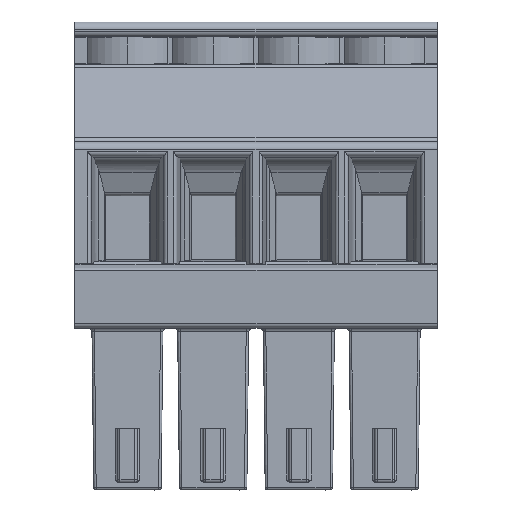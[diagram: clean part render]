
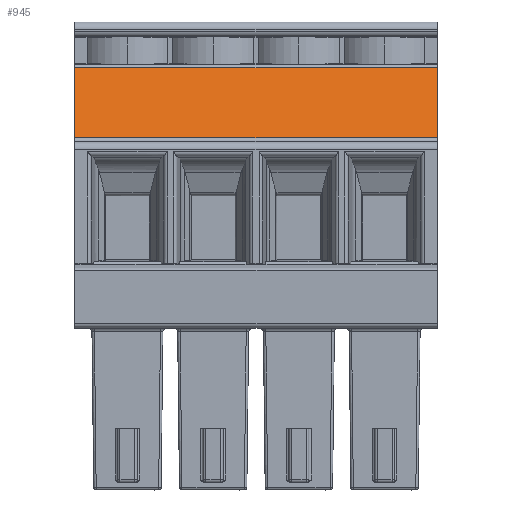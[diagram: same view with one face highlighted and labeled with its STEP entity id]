
A CAD part, top view. The second image highlights one B-rep face of the part: STEP entity #945.
In plain terms, the highlighted planar face has unit normal (0, 0.298, 0.955).
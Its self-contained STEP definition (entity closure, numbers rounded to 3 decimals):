
#945=ADVANCED_FACE('',(#2184),#1702,.T.);
#1702=PLANE('',#14695);
#2184=FACE_OUTER_BOUND('',#2977,.T.);
#2977=EDGE_LOOP('',(#4429,#4430,#4431,#4432));
#4429=ORIENTED_EDGE('',*,*,#9930,.T.);
#4430=ORIENTED_EDGE('',*,*,#9931,.F.);
#4431=ORIENTED_EDGE('',*,*,#9928,.T.);
#4432=ORIENTED_EDGE('',*,*,#9722,.F.);
#8354=VERTEX_POINT('',#19752);
#8355=VERTEX_POINT('',#19754);
#8515=VERTEX_POINT('',#20399);
#8516=VERTEX_POINT('',#20403);
#9722=EDGE_CURVE('',#8354,#8355,#11812,.T.);
#9928=EDGE_CURVE('',#8515,#8355,#11923,.T.);
#9930=EDGE_CURVE('',#8354,#8516,#11924,.T.);
#9931=EDGE_CURVE('',#8515,#8516,#11925,.T.);
#11812=LINE('',#19753,#13214);
#11923=LINE('',#20398,#13325);
#11924=LINE('',#20402,#13326);
#11925=LINE('',#20404,#13327);
#13214=VECTOR('',#15797,1.);
#13325=VECTOR('',#16096,1.);
#13326=VECTOR('',#16101,1.);
#13327=VECTOR('',#16102,1.);
#14695=AXIS2_PLACEMENT_3D('',#20405,#16103,#16104);
#15797=DIRECTION('',(0.,0.954,-0.298));
#16096=DIRECTION('',(-1.,0.,0.));
#16101=DIRECTION('',(1.,0.,0.));
#16102=DIRECTION('',(0.,-0.954,0.298));
#16103=DIRECTION('',(0.,0.298,0.954));
#16104=DIRECTION('',(0.,0.954,-0.298));
#19752=CARTESIAN_POINT('',(1481.543,-407.252,3.548));
#19753=CARTESIAN_POINT('',(1481.543,-407.252,3.548));
#19754=CARTESIAN_POINT('',(1481.543,-404.389,2.653));
#20398=CARTESIAN_POINT('',(1502.943,-404.389,2.653));
#20399=CARTESIAN_POINT('',(1496.343,-404.389,2.653));
#20402=CARTESIAN_POINT('',(1502.943,-407.252,3.548));
#20403=CARTESIAN_POINT('',(1496.343,-407.252,3.548));
#20404=CARTESIAN_POINT('',(1496.343,-404.389,2.653));
#20405=CARTESIAN_POINT('',(1502.943,-407.418,3.6));
